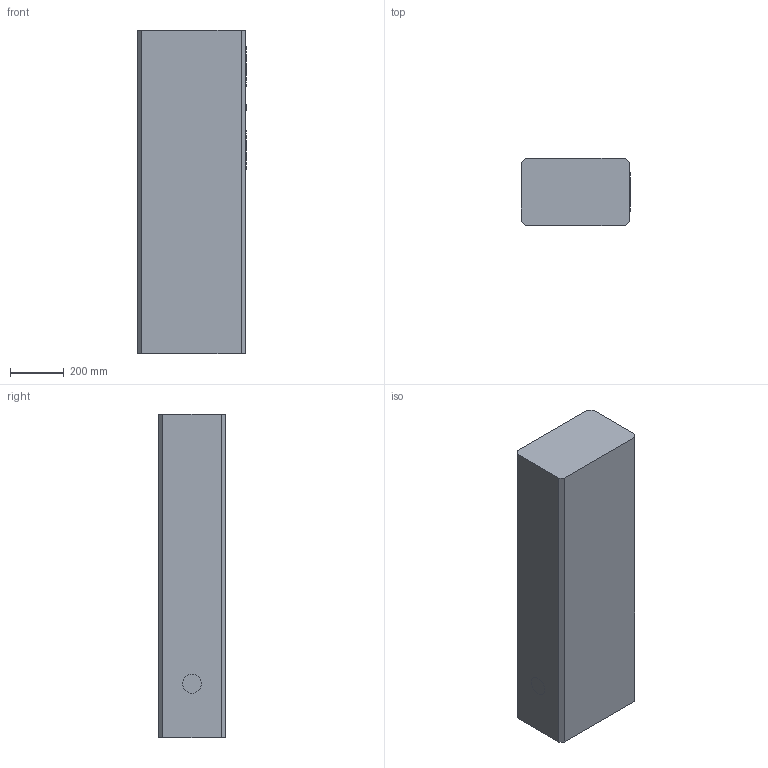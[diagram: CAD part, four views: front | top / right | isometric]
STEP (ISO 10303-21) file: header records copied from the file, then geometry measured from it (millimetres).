
FILE_DESCRIPTION(('FreeCAD Model'),'2;1');
FILE_NAME('Open CASCADE Shape Model','2024-09-21T11:10:35',(''),(''), 'Open CASCADE STEP processor 7.6','FreeCAD','Unknown');
FILE_SCHEMA(('AUTOMOTIVE_DESIGN { 1 0 10303 214 1 1 1 1 }'));
Length unit declared in the file: millimetre
Products named in the file (1): Corps001
Bounding box: 405 x 249 x 1200 mm (x, y, z)
Volume: 118676744.7 mm3; surface area: 1722756.7 mm2
Topology: 1 solids, 1 shells, 19 faces, 42 edges, 27 vertices
Faces by surface type: plane 12, revolution 3, torus 2, sphere 2
Entity records: 552 total; most frequent: CARTESIAN_POINT 102, DIRECTION 91, ORIENTED_EDGE 80, EDGE_CURVE 40, AXIS2_PLACEMENT_3D 32, VERTEX_POINT 27, LINE 24, VECTOR 24
